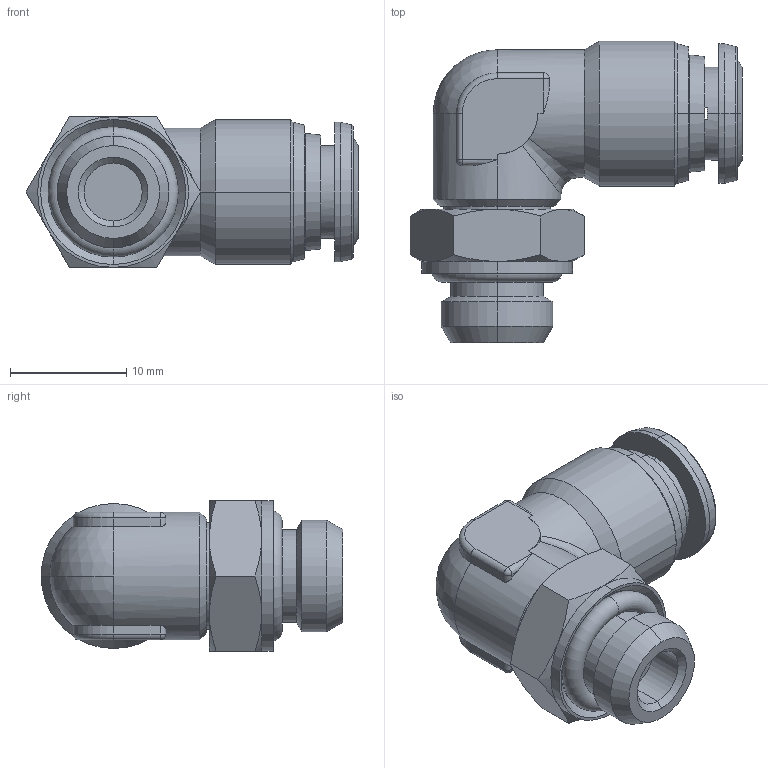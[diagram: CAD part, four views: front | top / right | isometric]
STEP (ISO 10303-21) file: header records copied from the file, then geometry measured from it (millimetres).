
FILE_DESCRIPTION (( 'STEP AP214' ), '1' );
FILE_NAME ('6011500003.step', '2012-10-16T16:32:58', ( '' ), ( '' ), 'SwSTEP 2.0', 'SolidWorks 2012', '' );
FILE_SCHEMA (( 'AUTOMOTIVE_DESIGN' ));
Length unit declared in the file: millimetre
Products named in the file (1): 6011500003
Bounding box: 28.61 x 26 x 13 mm (x, y, z)
Volume: 3867 mm3; surface area: 2253.1 mm2
Topology: 1 solids, 1 shells, 137 faces, 312 edges, 181 vertices
Faces by surface type: cylinder 42, cone 40, plane 34, torus 14, sphere 6, bspline 1
Entity records: 5581 total; most frequent: CARTESIAN_POINT 955, DIRECTION 696, ORIENTED_EDGE 616, EDGE_CURVE 308, AXIS2_PLACEMENT_3D 292, VERTEX_POINT 181, CIRCLE 155, EDGE_LOOP 149
